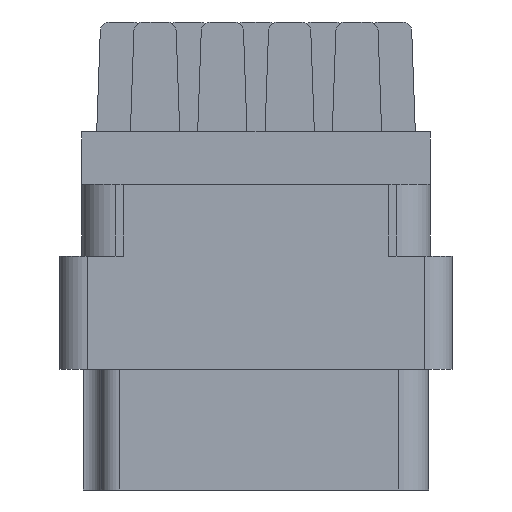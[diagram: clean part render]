
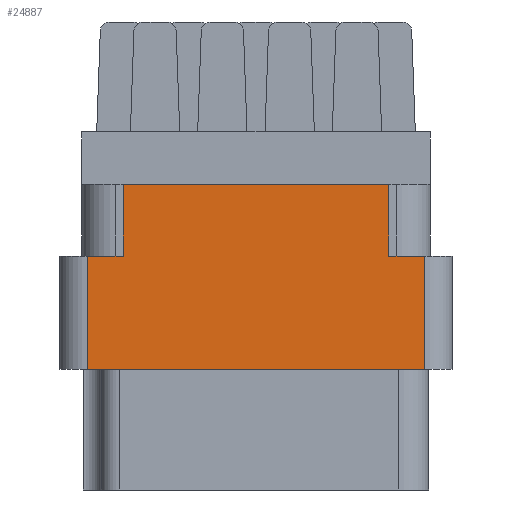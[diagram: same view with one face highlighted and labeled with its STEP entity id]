
A CAD part, left-side view. The second image highlights one B-rep face of the part: STEP entity #24887.
In plain terms, the highlighted planar face has unit normal (-1, 0, 0).
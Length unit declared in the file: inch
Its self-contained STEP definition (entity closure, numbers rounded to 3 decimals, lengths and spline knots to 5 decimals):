
#298 = AXIS2_PLACEMENT_3D ( 'NONE', #9953, #6616, #24913 ) ;
#1287 = FACE_OUTER_BOUND ( 'NONE', #28766, .T. ) ;
#1426 = VERTEX_POINT ( 'NONE', #23566 ) ;
#2088 = VECTOR ( 'NONE', #3506, 39.37008 ) ;
#2801 = CARTESIAN_POINT ( 'NONE',  ( -1., 0.438, -0.117 ) ) ;
#2995 = ORIENTED_EDGE ( 'NONE', *, *, #9154, .F. ) ;
#3420 = ORIENTED_EDGE ( 'NONE', *, *, #13996, .F. ) ;
#3506 = DIRECTION ( 'NONE',  ( 0., -1., 0. ) ) ;
#4038 = VERTEX_POINT ( 'NONE', #21669 ) ;
#4090 = VERTEX_POINT ( 'NONE', #27950 ) ;
#4363 = CARTESIAN_POINT ( 'NONE',  ( -1., 0., -0.277 ) ) ;
#4454 = VECTOR ( 'NONE', #34465, 39.37008 ) ;
#4536 = VECTOR ( 'NONE', #12870, 39.37008 ) ;
#4689 = CARTESIAN_POINT ( 'NONE',  ( -1., 0.296, -0.277 ) ) ;
#6616 = DIRECTION ( 'NONE',  ( -1., 0., 0. ) ) ;
#6879 = EDGE_CURVE ( 'NONE', #11212, #4038, #36930, .T. ) ;
#7790 = EDGE_CURVE ( 'NONE', #11212, #4090, #16774, .T. ) ;
#8233 = VECTOR ( 'NONE', #16959, 39.37008 ) ;
#8450 = VECTOR ( 'NONE', #20222, 39.37008 ) ;
#9154 = EDGE_CURVE ( 'NONE', #1426, #18412, #37425, .T. ) ;
#9953 = CARTESIAN_POINT ( 'NONE',  ( -1., -0.438, -0.798 ) ) ;
#10242 = EDGE_CURVE ( 'NONE', #23254, #4090, #16023, .T. ) ;
#11212 = VERTEX_POINT ( 'NONE', #27687 ) ;
#11263 = LINE ( 'NONE', #2801, #21604 ) ;
#11266 = VECTOR ( 'NONE', #32809, 39.37008 ) ;
#12866 = LINE ( 'NONE', #28406, #38268 ) ;
#12870 = DIRECTION ( 'NONE',  ( 0., 1., 0. ) ) ;
#13580 = ORIENTED_EDGE ( 'NONE', *, *, #7790, .T. ) ;
#13964 = ORIENTED_EDGE ( 'NONE', *, *, #10242, .F. ) ;
#13996 = EDGE_CURVE ( 'NONE', #4038, #35876, #29481, .T. ) ;
#14322 = CARTESIAN_POINT ( 'NONE',  ( -1., -0.296, -0.277 ) ) ;
#15939 = VERTEX_POINT ( 'NONE', #20488 ) ;
#16023 = LINE ( 'NONE', #30766, #4536 ) ;
#16591 = EDGE_CURVE ( 'NONE', #23254, #18412, #12866, .T. ) ;
#16774 = LINE ( 'NONE', #16954, #4454 ) ;
#16954 = CARTESIAN_POINT ( 'NONE',  ( -1., 0.376, -0.798 ) ) ;
#16959 = DIRECTION ( 'NONE',  ( 0., -1., 0. ) ) ;
#17418 = ORIENTED_EDGE ( 'NONE', *, *, #6879, .F. ) ;
#18412 = VERTEX_POINT ( 'NONE', #23635 ) ;
#19317 = ORIENTED_EDGE ( 'NONE', *, *, #16591, .T. ) ;
#19726 = CARTESIAN_POINT ( 'NONE',  ( -1., -0.376, -0.529 ) ) ;
#20222 = DIRECTION ( 'NONE',  ( 0., 0., 1. ) ) ;
#20488 = CARTESIAN_POINT ( 'NONE',  ( -1., -0.296, -0.117 ) ) ;
#21604 = VECTOR ( 'NONE', #28970, 39.37008 ) ;
#21669 = CARTESIAN_POINT ( 'NONE',  ( -1., 0.296, -0.277 ) ) ;
#21920 = DIRECTION ( 'NONE',  ( 0., 0., 1. ) ) ;
#22144 = EDGE_CURVE ( 'NONE', #35876, #15939, #11263, .T. ) ;
#23254 = VERTEX_POINT ( 'NONE', #19726 ) ;
#23566 = CARTESIAN_POINT ( 'NONE',  ( -1., -0.296, -0.277 ) ) ;
#23635 = CARTESIAN_POINT ( 'NONE',  ( -1., -0.376, -0.277 ) ) ;
#24515 = PLANE ( 'NONE',  #298 ) ;
#24887 = ADVANCED_FACE ( 'NONE', ( #1287 ), #24515, .T. ) ;
#24913 = DIRECTION ( 'NONE',  ( 0., 0., 1. ) ) ;
#25969 = ORIENTED_EDGE ( 'NONE', *, *, #34191, .T. ) ;
#27687 = CARTESIAN_POINT ( 'NONE',  ( -1., 0.376, -0.277 ) ) ;
#27950 = CARTESIAN_POINT ( 'NONE',  ( -1., 0.376, -0.529 ) ) ;
#28095 = CARTESIAN_POINT ( 'NONE',  ( -1., 0., -0.277 ) ) ;
#28406 = CARTESIAN_POINT ( 'NONE',  ( -1., -0.376, -0.798 ) ) ;
#28766 = EDGE_LOOP ( 'NONE', ( #17418, #13580, #13964, #19317, #2995, #25969, #33052, #3420 ) ) ;
#28970 = DIRECTION ( 'NONE',  ( 0., -1., 0. ) ) ;
#29481 = LINE ( 'NONE', #4689, #8450 ) ;
#30766 = CARTESIAN_POINT ( 'NONE',  ( -1., 0., -0.529 ) ) ;
#32809 = DIRECTION ( 'NONE',  ( 0., 0., 1. ) ) ;
#33052 = ORIENTED_EDGE ( 'NONE', *, *, #22144, .F. ) ;
#34191 = EDGE_CURVE ( 'NONE', #1426, #15939, #35373, .T. ) ;
#34465 = DIRECTION ( 'NONE',  ( 0., 0., -1. ) ) ;
#35373 = LINE ( 'NONE', #14322, #11266 ) ;
#35876 = VERTEX_POINT ( 'NONE', #36136 ) ;
#36136 = CARTESIAN_POINT ( 'NONE',  ( -1., 0.296, -0.117 ) ) ;
#36930 = LINE ( 'NONE', #28095, #2088 ) ;
#37425 = LINE ( 'NONE', #4363, #8233 ) ;
#38268 = VECTOR ( 'NONE', #21920, 39.37008 ) ;
